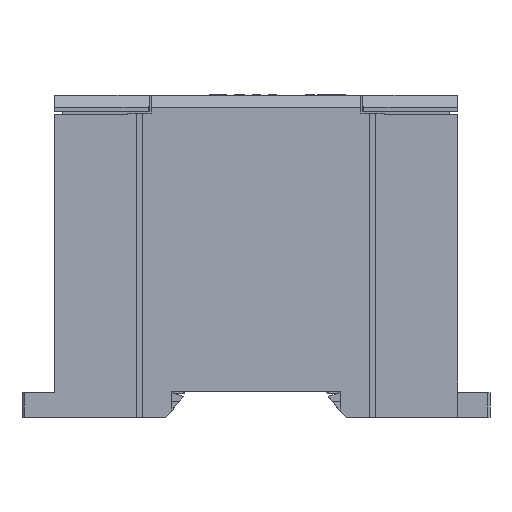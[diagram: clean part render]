
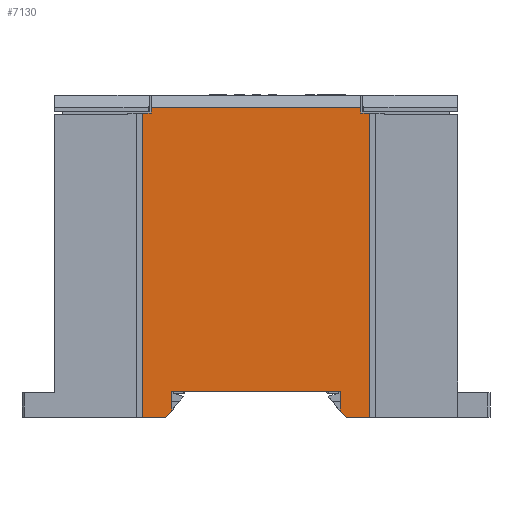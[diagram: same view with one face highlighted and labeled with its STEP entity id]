
A CAD part, left-side view. The second image highlights one B-rep face of the part: STEP entity #7130.
In plain terms, the highlighted planar face has unit normal (-1, 0, 0).
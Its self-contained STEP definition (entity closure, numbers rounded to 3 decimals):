
#175 = LINE ( 'NONE', #1337, #30224 ) ;
#810 = LINE ( 'NONE', #47794, #29213 ) ;
#1337 = CARTESIAN_POINT ( 'NONE',  ( 0., 21.8, -79.633 ) ) ;
#1979 = ORIENTED_EDGE ( 'NONE', *, *, #11375, .T. ) ;
#3898 = CARTESIAN_POINT ( 'NONE',  ( 0., 99.807, -79.633 ) ) ;
#3903 = VERTEX_POINT ( 'NONE', #18043 ) ;
#4346 = CARTESIAN_POINT ( 'NONE',  ( 0., 29., -73.263 ) ) ;
#4356 = DIRECTION ( 'NONE',  ( 0., 1., 0. ) ) ;
#4974 = CARTESIAN_POINT ( 'NONE',  ( 0., 70.807, -73.263 ) ) ;
#5564 = EDGE_CURVE ( 'NONE', #55898, #18892, #18775, .T. ) ;
#6689 = DIRECTION ( 'NONE',  ( 0., -1., 0. ) ) ;
#7005 = CARTESIAN_POINT ( 'NONE',  ( 0., 29., -78.133 ) ) ;
#7130 = ADVANCED_FACE ( 'NONE', ( #24958 ), #11896, .T. ) ;
#7952 = CARTESIAN_POINT ( 'NONE',  ( 0., 24., -4.4 ) ) ;
#10329 = DIRECTION ( 'NONE',  ( 0., 0., 1. ) ) ;
#11375 = EDGE_CURVE ( 'NONE', #69027, #56596, #810, .T. ) ;
#11599 = CARTESIAN_POINT ( 'NONE',  ( 0., 70.807, -73.263 ) ) ;
#11896 = PLANE ( 'NONE',  #44185 ) ;
#12119 = DIRECTION ( 'NONE',  ( 0., 0., 1. ) ) ;
#12253 = VECTOR ( 'NONE', #12373, 1000. ) ;
#12373 = DIRECTION ( 'NONE',  ( 0., 0.707, 0.707 ) ) ;
#12862 = CARTESIAN_POINT ( 'NONE',  ( 0., 21.8, -4.4 ) ) ;
#13110 = CARTESIAN_POINT ( 'NONE',  ( 0., 27.5, -79.633 ) ) ;
#13787 = ORIENTED_EDGE ( 'NONE', *, *, #48495, .F. ) ;
#14091 = EDGE_CURVE ( 'NONE', #55898, #28631, #175, .T. ) ;
#15645 = VECTOR ( 'NONE', #55725, 1000. ) ;
#16995 = VERTEX_POINT ( 'NONE', #27248 ) ;
#17356 = LINE ( 'NONE', #18231, #15645 ) ;
#17553 = DIRECTION ( 'NONE',  ( 0., 0.707, -0.707 ) ) ;
#18008 = VECTOR ( 'NONE', #38298, 1000. ) ;
#18043 = CARTESIAN_POINT ( 'NONE',  ( 0., 78.007, -79.633 ) ) ;
#18231 = CARTESIAN_POINT ( 'NONE',  ( 0., 78.007, -79.633 ) ) ;
#18714 = CARTESIAN_POINT ( 'NONE',  ( 0., 0., 0. ) ) ;
#18775 = LINE ( 'NONE', #22672, #31303 ) ;
#18776 = VERTEX_POINT ( 'NONE', #65201 ) ;
#18892 = VERTEX_POINT ( 'NONE', #13110 ) ;
#20231 = ORIENTED_EDGE ( 'NONE', *, *, #68220, .F. ) ;
#21996 = DIRECTION ( 'NONE',  ( -1., 0., 0. ) ) ;
#22587 = CARTESIAN_POINT ( 'NONE',  ( 0., 75.807, -4.4 ) ) ;
#22672 = CARTESIAN_POINT ( 'NONE',  ( 0., 27.5, -79.633 ) ) ;
#23114 = EDGE_CURVE ( 'NONE', #56596, #58629, #27366, .T. ) ;
#24151 = CARTESIAN_POINT ( 'NONE',  ( 0., 72.307, -79.633 ) ) ;
#24958 = FACE_OUTER_BOUND ( 'NONE', #27940, .T. ) ;
#25475 = CARTESIAN_POINT ( 'NONE',  ( 0., 29., -78.133 ) ) ;
#25580 = VERTEX_POINT ( 'NONE', #25475 ) ;
#25795 = CARTESIAN_POINT ( 'NONE',  ( 0., 29., -73.263 ) ) ;
#25975 = ORIENTED_EDGE ( 'NONE', *, *, #49101, .F. ) ;
#26380 = VERTEX_POINT ( 'NONE', #25795 ) ;
#26713 = LINE ( 'NONE', #47248, #40993 ) ;
#27099 = VECTOR ( 'NONE', #6689, 1000. ) ;
#27248 = CARTESIAN_POINT ( 'NONE',  ( 0., 75.807, -4.4 ) ) ;
#27366 = LINE ( 'NONE', #44402, #41650 ) ;
#27940 = EDGE_LOOP ( 'NONE', ( #1979, #59366, #54807, #25975, #28441, #52981, #20231, #32413, #34578, #34899, #13787, #57282, #45870, #35350 ) ) ;
#28441 = ORIENTED_EDGE ( 'NONE', *, *, #68312, .F. ) ;
#28631 = VERTEX_POINT ( 'NONE', #12862 ) ;
#29213 = VECTOR ( 'NONE', #10329, 1000. ) ;
#29309 = CARTESIAN_POINT ( 'NONE',  ( 0., 24., -4.4 ) ) ;
#30224 = VECTOR ( 'NONE', #38810, 1000. ) ;
#31303 = VECTOR ( 'NONE', #49413, 1000. ) ;
#32246 = CARTESIAN_POINT ( 'NONE',  ( 0., 75.807, -3. ) ) ;
#32413 = ORIENTED_EDGE ( 'NONE', *, *, #54752, .F. ) ;
#33171 = EDGE_CURVE ( 'NONE', #25580, #26380, #43153, .T. ) ;
#33709 = CARTESIAN_POINT ( 'NONE',  ( 0., 24., -3. ) ) ;
#34578 = ORIENTED_EDGE ( 'NONE', *, *, #51599, .F. ) ;
#34899 = ORIENTED_EDGE ( 'NONE', *, *, #33171, .F. ) ;
#35350 = ORIENTED_EDGE ( 'NONE', *, *, #51044, .F. ) ;
#35727 = VECTOR ( 'NONE', #40019, 1000. ) ;
#36222 = CARTESIAN_POINT ( 'NONE',  ( 0., 75.807, -4.4 ) ) ;
#37443 = LINE ( 'NONE', #7952, #35727 ) ;
#38298 = DIRECTION ( 'NONE',  ( 0., 1., 0. ) ) ;
#38312 = VECTOR ( 'NONE', #17553, 1000. ) ;
#38810 = DIRECTION ( 'NONE',  ( 0., 0., 1. ) ) ;
#39564 = CARTESIAN_POINT ( 'NONE',  ( 0., 21.8, -79.633 ) ) ;
#40019 = DIRECTION ( 'NONE',  ( 0., -1., 0. ) ) ;
#40993 = VECTOR ( 'NONE', #52637, 1000. ) ;
#41384 = LINE ( 'NONE', #22587, #27099 ) ;
#41448 = VECTOR ( 'NONE', #52591, 1000. ) ;
#41650 = VECTOR ( 'NONE', #49768, 1000. ) ;
#42452 = LINE ( 'NONE', #7005, #12253 ) ;
#43153 = LINE ( 'NONE', #4346, #41448 ) ;
#44064 = VERTEX_POINT ( 'NONE', #4974 ) ;
#44185 = AXIS2_PLACEMENT_3D ( 'NONE', #18714, #21996, #12119 ) ;
#44266 = CARTESIAN_POINT ( 'NONE',  ( 0., 72.307, -79.633 ) ) ;
#44402 = CARTESIAN_POINT ( 'NONE',  ( 0., 75.807, -3. ) ) ;
#44831 = LINE ( 'NONE', #11599, #18008 ) ;
#45558 = VERTEX_POINT ( 'NONE', #63203 ) ;
#45870 = ORIENTED_EDGE ( 'NONE', *, *, #14091, .T. ) ;
#47248 = CARTESIAN_POINT ( 'NONE',  ( 0., 70.807, -78.133 ) ) ;
#47794 = CARTESIAN_POINT ( 'NONE',  ( 0., 24., -4.4 ) ) ;
#48495 = EDGE_CURVE ( 'NONE', #18892, #25580, #42452, .T. ) ;
#49101 = EDGE_CURVE ( 'NONE', #45558, #16995, #41384, .T. ) ;
#49413 = DIRECTION ( 'NONE',  ( 0., 1., 0. ) ) ;
#49768 = DIRECTION ( 'NONE',  ( 0., 1., 0. ) ) ;
#50720 = VECTOR ( 'NONE', #4356, 1000. ) ;
#51044 = EDGE_CURVE ( 'NONE', #69027, #28631, #37443, .T. ) ;
#51599 = EDGE_CURVE ( 'NONE', #26380, #44064, #44831, .T. ) ;
#52416 = LINE ( 'NONE', #3898, #50720 ) ;
#52561 = LINE ( 'NONE', #44266, #38312 ) ;
#52591 = DIRECTION ( 'NONE',  ( 0., 0., 1. ) ) ;
#52637 = DIRECTION ( 'NONE',  ( 0., 0., -1. ) ) ;
#52981 = ORIENTED_EDGE ( 'NONE', *, *, #52984, .F. ) ;
#52984 = EDGE_CURVE ( 'NONE', #57940, #3903, #52416, .T. ) ;
#54752 = EDGE_CURVE ( 'NONE', #44064, #18776, #26713, .T. ) ;
#54807 = ORIENTED_EDGE ( 'NONE', *, *, #63724, .F. ) ;
#55725 = DIRECTION ( 'NONE',  ( 0., 0., 1. ) ) ;
#55898 = VERTEX_POINT ( 'NONE', #39564 ) ;
#56596 = VERTEX_POINT ( 'NONE', #33709 ) ;
#57063 = VECTOR ( 'NONE', #63185, 1000. ) ;
#57282 = ORIENTED_EDGE ( 'NONE', *, *, #5564, .F. ) ;
#57940 = VERTEX_POINT ( 'NONE', #24151 ) ;
#58629 = VERTEX_POINT ( 'NONE', #32246 ) ;
#58766 = LINE ( 'NONE', #36222, #57063 ) ;
#59366 = ORIENTED_EDGE ( 'NONE', *, *, #23114, .T. ) ;
#63185 = DIRECTION ( 'NONE',  ( 0., 0., 1. ) ) ;
#63203 = CARTESIAN_POINT ( 'NONE',  ( 0., 78.007, -4.4 ) ) ;
#63724 = EDGE_CURVE ( 'NONE', #16995, #58629, #58766, .T. ) ;
#65201 = CARTESIAN_POINT ( 'NONE',  ( 0., 70.807, -78.133 ) ) ;
#68220 = EDGE_CURVE ( 'NONE', #18776, #57940, #52561, .T. ) ;
#68312 = EDGE_CURVE ( 'NONE', #3903, #45558, #17356, .T. ) ;
#69027 = VERTEX_POINT ( 'NONE', #29309 ) ;
